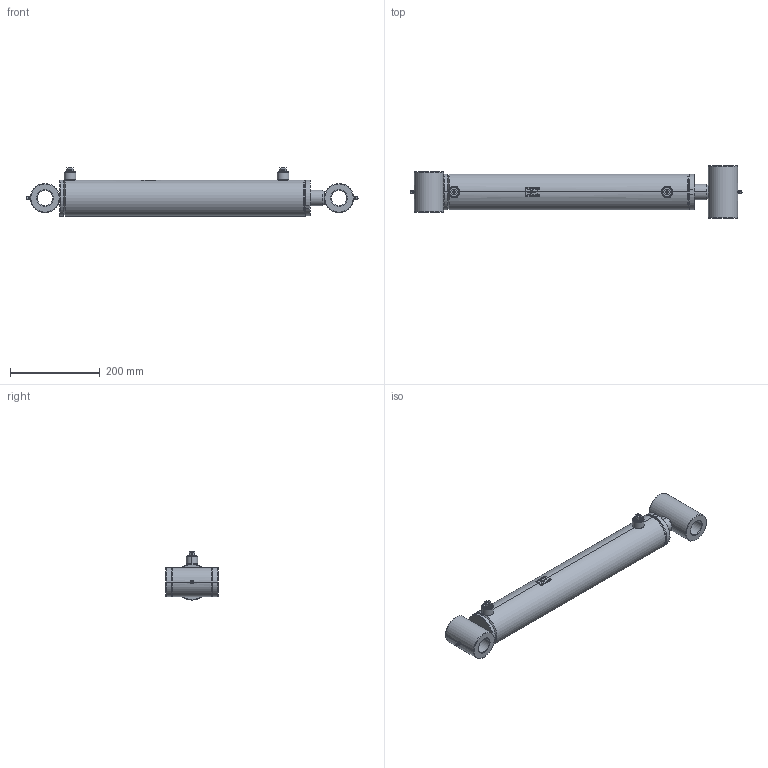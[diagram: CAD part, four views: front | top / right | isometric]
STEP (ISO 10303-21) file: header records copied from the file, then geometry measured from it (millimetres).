
FILE_DESCRIPTION (( 'STEP AP214' ), '1' );
FILE_NAME ('CFGCY0079610-Cylinder.step', '2026-03-06T14:10:18', ( 'Kramp IT' ), ( 'Kramp' ), 'SwSTEP 2.0', 'SolidWorks 2025', '' );
FILE_SCHEMA (( 'AUTOMOTIVE_DESIGN' ));
Length unit declared in the file: millimetre
Products named in the file (21): DS2907004_Simplified; DS2907013035_Simplified; Tube-MA_Simplified; DC3907001; Tube-WA_Simplified; SP06M; BUSHVM-EC; DS2907004VM_Simplified; BUSHVM-RD; LSN06E; BUSH-EC; GN61180; Tube_Simplified; DS2906015; Rod-WA_Simplified; DS2907013035VM_Simplified; Rod_Simplified; BUSH-RD; CFGCY0079610-Cylinder; MATE-AID
Assembly tree (22 placements, depth 4):
  CFGCY0079610-Cylinder
    Tube-WA_Simplified
      Tube-MA_Simplified
        Tube_Simplified
        LSN06E
      LSN06E
      DC3907001
        DC3907001
      BUSHVM-EC
        BUSH-EC
    Rod-WA_Simplified
      Rod_Simplified
      BUSHVM-RD
        BUSH-RD
    DS2907013035VM_Simplified
      DS2907013035_Simplified
    DS2907004VM_Simplified
      DS2907004_Simplified
    DS2906015
    SP06M  x2
    GN61180  x2
  MATE-AID
Bounding box: 739.6 x 117 x 107 mm (x, y, z)
Volume: 2039408.9 mm3; surface area: 464956.9 mm2
Topology: 14 solids, 14 shells, 394 faces, 892 edges, 562 vertices
Faces by surface type: plane 155, cylinder 121, cone 82, torus 28, bspline 4, sphere 4
Entity records: 9284 total; most frequent: CARTESIAN_POINT 2000, DIRECTION 1538, ORIENTED_EDGE 1308, EDGE_CURVE 654, AXIS2_PLACEMENT_3D 613, VERTEX_POINT 411, EDGE_LOOP 335, VECTOR 312
